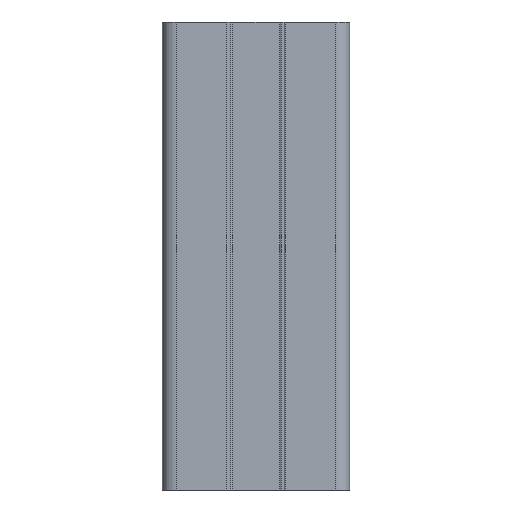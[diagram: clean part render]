
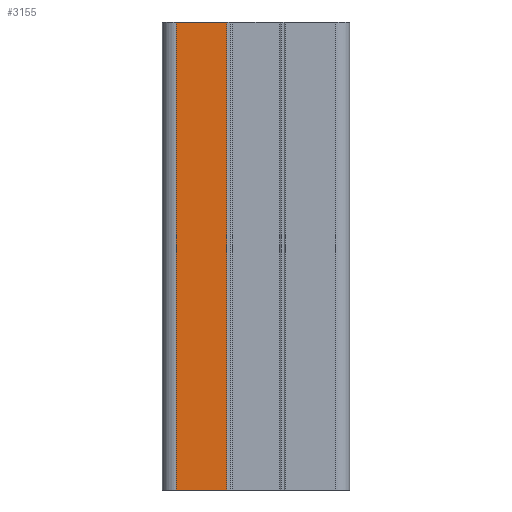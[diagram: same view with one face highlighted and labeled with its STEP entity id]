
A CAD part, front view. The second image highlights one B-rep face of the part: STEP entity #3155.
In plain terms, the highlighted planar face has unit normal (0, -1, 0).
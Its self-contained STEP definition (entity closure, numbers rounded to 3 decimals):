
#33=PLANE('',#3405);
#161=FACE_OUTER_BOUND('',#328,.T.);
#328=EDGE_LOOP('',(#2393,#2394,#2395,#2396));
#510=LINE('',#4650,#870);
#609=LINE('',#4963,#969);
#611=LINE('',#4969,#971);
#612=LINE('',#4970,#972);
#870=VECTOR('',#3678,10.7);
#969=VECTOR('',#3955,100.);
#971=VECTOR('',#3961,100.);
#972=VECTOR('',#3962,10.7);
#1376=VERTEX_POINT('',#4647);
#1377=VERTEX_POINT('',#4649);
#1502=VERTEX_POINT('',#4962);
#1504=VERTEX_POINT('',#4968);
#1697=EDGE_CURVE('',#1376,#1377,#510,.T.);
#1854=EDGE_CURVE('',#1377,#1502,#609,.T.);
#1857=EDGE_CURVE('',#1504,#1376,#611,.T.);
#1858=EDGE_CURVE('',#1502,#1504,#612,.T.);
#2393=ORIENTED_EDGE('',*,*,#1854,.F.);
#2394=ORIENTED_EDGE('',*,*,#1697,.F.);
#2395=ORIENTED_EDGE('',*,*,#1857,.F.);
#2396=ORIENTED_EDGE('',*,*,#1858,.F.);
#3155=ADVANCED_FACE('',(#161),#33,.T.);
#3405=AXIS2_PLACEMENT_3D('',#4967,#3959,#3960);
#3678=DIRECTION('',(1.,0.,0.));
#3955=DIRECTION('',(0.,0.,-1.));
#3959=DIRECTION('center_axis',(0.,-1.,0.));
#3960=DIRECTION('ref_axis',(1.,0.,0.));
#3961=DIRECTION('',(0.,0.,1.));
#3962=DIRECTION('',(-1.,0.,0.));
#4647=CARTESIAN_POINT('',(-17.,-20.,100.));
#4649=CARTESIAN_POINT('',(-6.3,-20.,100.));
#4650=CARTESIAN_POINT('',(20.,-20.,100.));
#4962=CARTESIAN_POINT('',(-6.3,-20.,0.));
#4963=CARTESIAN_POINT('',(-6.3,-20.,50.));
#4967=CARTESIAN_POINT('Origin',(-20.,-20.,0.));
#4968=CARTESIAN_POINT('',(-17.,-20.,0.));
#4969=CARTESIAN_POINT('',(-17.,-20.,0.));
#4970=CARTESIAN_POINT('',(20.,-20.,0.));
